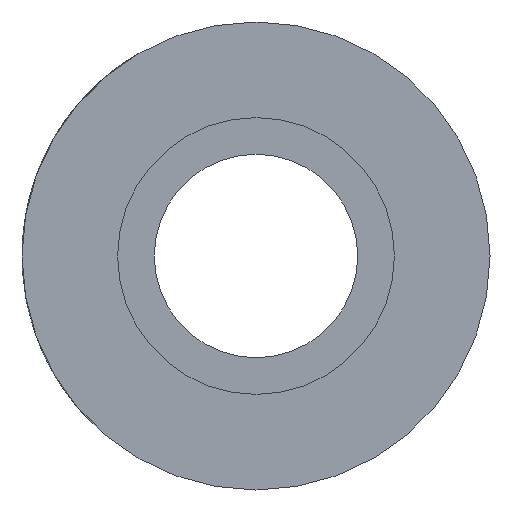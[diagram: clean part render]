
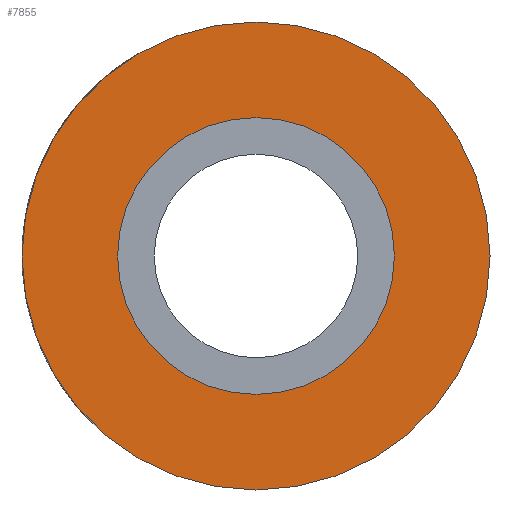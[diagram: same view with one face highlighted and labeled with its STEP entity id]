
A CAD part, left-side view. The second image highlights one B-rep face of the part: STEP entity #7855.
In plain terms, the highlighted planar face has unit normal (-1, 0, 0).
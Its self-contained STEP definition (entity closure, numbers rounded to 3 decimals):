
#350 = CARTESIAN_POINT ( 'NONE',  ( 0., 0., 0. ) ) ;
#788 = EDGE_LOOP ( 'NONE', ( #1949, #985 ) ) ;
#985 = ORIENTED_EDGE ( 'NONE', *, *, #8210, .F. ) ;
#1056 = DIRECTION ( 'NONE',  ( 0., 0., -1. ) ) ;
#1809 = AXIS2_PLACEMENT_3D ( 'NONE', #7198, #7149, #9365 ) ;
#1916 = EDGE_CURVE ( 'NONE', #9141, #6778, #6923, .T. ) ;
#1939 = DIRECTION ( 'NONE',  ( -1., 0., 0. ) ) ;
#1949 = ORIENTED_EDGE ( 'NONE', *, *, #7180, .F. ) ;
#2198 = CARTESIAN_POINT ( 'NONE',  ( 0., 0., -11.5 ) ) ;
#2409 = DIRECTION ( 'NONE',  ( 1., 0., 0. ) ) ;
#3088 = CIRCLE ( 'NONE', #5627, 11.5 ) ;
#3390 = VERTEX_POINT ( 'NONE', #4416 ) ;
#3546 = DIRECTION ( 'NONE',  ( 0., 0., 1. ) ) ;
#4197 = CIRCLE ( 'NONE', #8620, 6.8 ) ;
#4412 = AXIS2_PLACEMENT_3D ( 'NONE', #9435, #5641, #3546 ) ;
#4416 = CARTESIAN_POINT ( 'NONE',  ( 0., 0., -6.8 ) ) ;
#4791 = CARTESIAN_POINT ( 'NONE',  ( 0., 0., 0. ) ) ;
#4842 = CARTESIAN_POINT ( 'NONE',  ( 0., 0., 0. ) ) ;
#5128 = CARTESIAN_POINT ( 'NONE',  ( 0., 0., 11.5 ) ) ;
#5412 = CARTESIAN_POINT ( 'NONE',  ( 0., 0., 6.8 ) ) ;
#5492 = PLANE ( 'NONE',  #8457 ) ;
#5627 = AXIS2_PLACEMENT_3D ( 'NONE', #4791, #7812, #8408 ) ;
#5641 = DIRECTION ( 'NONE',  ( -1., 0., 0. ) ) ;
#6216 = ORIENTED_EDGE ( 'NONE', *, *, #8939, .T. ) ;
#6265 = EDGE_LOOP ( 'NONE', ( #9225, #6216 ) ) ;
#6778 = VERTEX_POINT ( 'NONE', #2198 ) ;
#6923 = CIRCLE ( 'NONE', #4412, 11.5 ) ;
#7149 = DIRECTION ( 'NONE',  ( -1., 0., 0. ) ) ;
#7180 = EDGE_CURVE ( 'NONE', #7263, #3390, #9239, .T. ) ;
#7198 = CARTESIAN_POINT ( 'NONE',  ( 0., 0., 0. ) ) ;
#7263 = VERTEX_POINT ( 'NONE', #5412 ) ;
#7812 = DIRECTION ( 'NONE',  ( -1., 0., 0. ) ) ;
#7855 = ADVANCED_FACE ( 'NONE', ( #9286, #9333 ), #5492, .F. ) ;
#8210 = EDGE_CURVE ( 'NONE', #3390, #7263, #4197, .T. ) ;
#8408 = DIRECTION ( 'NONE',  ( 0., 0., 1. ) ) ;
#8454 = DIRECTION ( 'NONE',  ( 0., 0., -1. ) ) ;
#8457 = AXIS2_PLACEMENT_3D ( 'NONE', #4842, #2409, #8454 ) ;
#8620 = AXIS2_PLACEMENT_3D ( 'NONE', #350, #1939, #1056 ) ;
#8939 = EDGE_CURVE ( 'NONE', #6778, #9141, #3088, .T. ) ;
#9141 = VERTEX_POINT ( 'NONE', #5128 ) ;
#9225 = ORIENTED_EDGE ( 'NONE', *, *, #1916, .T. ) ;
#9239 = CIRCLE ( 'NONE', #1809, 6.8 ) ;
#9286 = FACE_BOUND ( 'NONE', #788, .T. ) ;
#9333 = FACE_OUTER_BOUND ( 'NONE', #6265, .T. ) ;
#9365 = DIRECTION ( 'NONE',  ( 0., 0., -1. ) ) ;
#9435 = CARTESIAN_POINT ( 'NONE',  ( 0., 0., 0. ) ) ;
